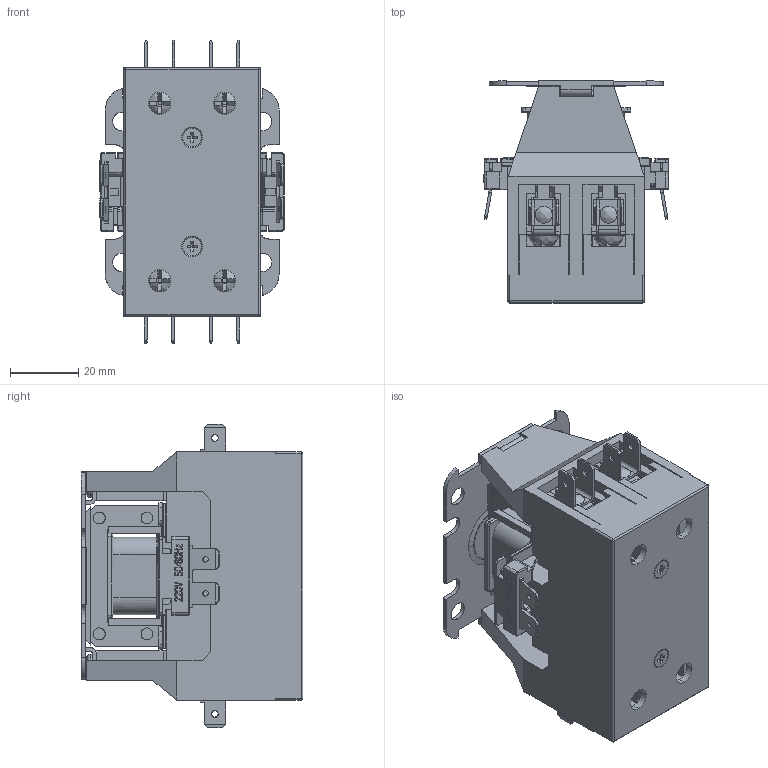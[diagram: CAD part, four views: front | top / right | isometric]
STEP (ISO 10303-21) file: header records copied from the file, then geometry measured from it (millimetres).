
FILE_DESCRIPTION (( 'STEP AP214' ), '1' );
FILE_NAME ('WDP25-2L-230.step', '2017-11-28T15:19:45', ( '' ), ( '' ), 'SwSTEP 2.0', 'SolidWorks 2017', '' );
FILE_SCHEMA (( 'AUTOMOTIVE_DESIGN' ));
Products named in the file (1): WDP25-2L-230
Bounding box: 54.1 x 65 x 89.03 mm (x, y, z)
Volume: 95714.3 mm3; surface area: 66890.1 mm2
Topology: 4 solids, 14 shells, 2745 faces, 7789 edges, 5012 vertices
Faces by surface type: plane 1788, cylinder 642, bspline 200, cone 77, torus 38
Entity records: 113231 total; most frequent: CARTESIAN_POINT 46503, ORIENTED_EDGE 15432, DIRECTION 11491, EDGE_CURVE 7716, VECTOR 5063, LINE 5063, VERTEX_POINT 5012, AXIS2_PLACEMENT_3D 3214
